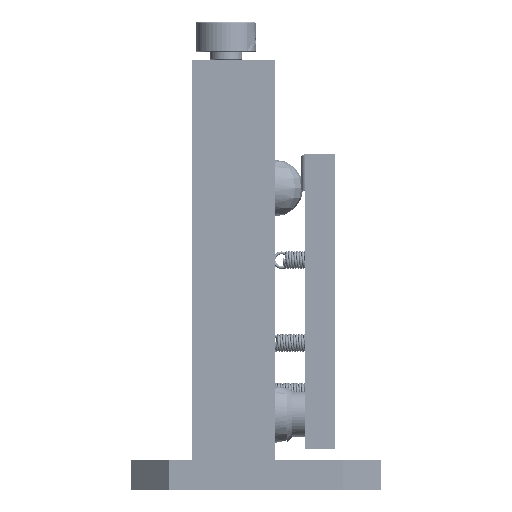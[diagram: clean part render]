
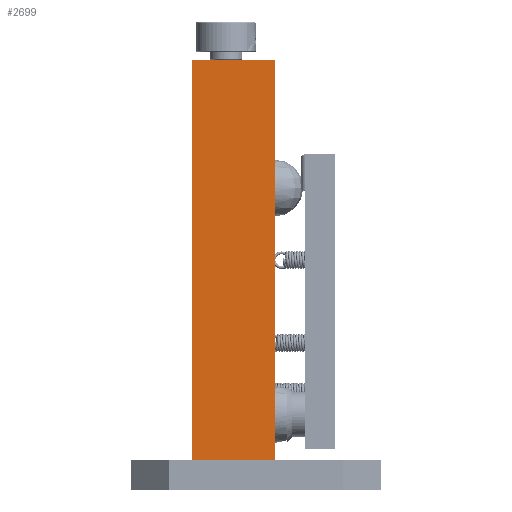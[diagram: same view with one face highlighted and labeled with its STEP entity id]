
A CAD part, left-side view. The second image highlights one B-rep face of the part: STEP entity #2699.
In plain terms, the highlighted free-form (B-spline) face has degree [1, 1] with [2, 2] control points.
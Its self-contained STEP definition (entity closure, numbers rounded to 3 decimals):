
#2699=ADVANCED_FACE('',(#4361),#61333,.T.);
#4361=FACE_OUTER_BOUND('',#6094,.T.);
#6094=EDGE_LOOP('',(#10910,#10911,#10912,#10913));
#10910=ORIENTED_EDGE('',*,*,#51564,.T.);
#10911=ORIENTED_EDGE('',*,*,#51563,.F.);
#10912=ORIENTED_EDGE('',*,*,#51497,.F.);
#10913=ORIENTED_EDGE('',*,*,#51565,.T.);
#19769=PCURVE('',#61329,#28779);
#19917=PCURVE('',#61332,#28927);
#19920=PCURVE('',#61333,#28930);
#19921=PCURVE('',#61333,#28931);
#19922=PCURVE('',#61333,#28932);
#19923=PCURVE('',#61333,#28933);
#19925=PCURVE('',#61334,#28935);
#19947=PCURVE('',#61337,#28957);
#28779=DEFINITIONAL_REPRESENTATION('',(#38627),#341417);
#28927=DEFINITIONAL_REPRESENTATION('',(#38761),#341417);
#28930=DEFINITIONAL_REPRESENTATION('',(#38763),#341417);
#28931=DEFINITIONAL_REPRESENTATION('',(#38764),#341417);
#28932=DEFINITIONAL_REPRESENTATION('',(#38765),#341417);
#28933=DEFINITIONAL_REPRESENTATION('',(#38767),#341417);
#28935=DEFINITIONAL_REPRESENTATION('',(#38770),#341417);
#28957=DEFINITIONAL_REPRESENTATION('',(#38788),#341417);
#38626=B_SPLINE_CURVE_WITH_KNOTS('',1,(#86321,#86322),.UNSPECIFIED.,.F.,
 .F.,(2,2),(0.,106.),.UNSPECIFIED.);
#38627=B_SPLINE_CURVE_WITH_KNOTS('',1,(#86323,#86324),.UNSPECIFIED.,.F.,
 .F.,(2,2),(0.,106.),.UNSPECIFIED.);
#38760=B_SPLINE_CURVE_WITH_KNOTS('',1,(#87017,#87018),.UNSPECIFIED.,.F.,
 .F.,(2,2),(-22.,0.),.UNSPECIFIED.);
#38761=B_SPLINE_CURVE_WITH_KNOTS('',1,(#87019,#87020),.UNSPECIFIED.,.F.,
 .F.,(2,2),(-22.,0.),.UNSPECIFIED.);
#38762=B_SPLINE_CURVE_WITH_KNOTS('',1,(#87031,#87032),.UNSPECIFIED.,.F.,
 .F.,(2,2),(-106.,0.),.UNSPECIFIED.);
#38763=B_SPLINE_CURVE_WITH_KNOTS('',1,(#87033,#87034),.UNSPECIFIED.,.F.,
 .F.,(2,2),(-106.,0.),.UNSPECIFIED.);
#38764=B_SPLINE_CURVE_WITH_KNOTS('',1,(#87035,#87036),.UNSPECIFIED.,.F.,
 .F.,(2,2),(-22.,0.),.UNSPECIFIED.);
#38765=B_SPLINE_CURVE_WITH_KNOTS('',1,(#87037,#87038),.UNSPECIFIED.,.F.,
 .F.,(2,2),(0.,106.),.UNSPECIFIED.);
#38766=B_SPLINE_CURVE_WITH_KNOTS('',1,(#87039,#87040),.UNSPECIFIED.,.F.,
 .F.,(2,2),(-22.,0.),.UNSPECIFIED.);
#38767=B_SPLINE_CURVE_WITH_KNOTS('',1,(#87041,#87042),.UNSPECIFIED.,.F.,
 .F.,(2,2),(-22.,0.),.UNSPECIFIED.);
#38770=B_SPLINE_CURVE_WITH_KNOTS('',1,(#87047,#87048),.UNSPECIFIED.,.F.,
 .F.,(2,2),(-22.,0.),.UNSPECIFIED.);
#38788=B_SPLINE_CURVE_WITH_KNOTS('',1,(#87138,#87139),.UNSPECIFIED.,.F.,
 .F.,(2,2),(-106.,0.),.UNSPECIFIED.);
#46642=SURFACE_CURVE('',#38626,(#19769,#19922),.PCURVE_S1.);
#46708=SURFACE_CURVE('',#38760,(#19917,#19921),.PCURVE_S1.);
#46709=SURFACE_CURVE('',#38762,(#19920,#19947),.PCURVE_S1.);
#46710=SURFACE_CURVE('',#38766,(#19923,#19925),.PCURVE_S1.);
#51497=EDGE_CURVE('',#58979,#58980,#46642,.T.);
#51563=EDGE_CURVE('',#58980,#59018,#46708,.T.);
#51564=EDGE_CURVE('',#59019,#59018,#46709,.T.);
#51565=EDGE_CURVE('',#58979,#59019,#46710,.T.);
#58979=VERTEX_POINT('',#84798);
#58980=VERTEX_POINT('',#84799);
#59018=VERTEX_POINT('',#84837);
#59019=VERTEX_POINT('',#84838);
#61329=B_SPLINE_SURFACE_WITH_KNOTS('',1,1,((#84294,#84295),(#84296,#84297)),
 .UNSPECIFIED.,.F.,.F.,.F.,(2,2),(2,2),(-46.92,46.92),
(-63.72,63.72),.UNSPECIFIED.);
#61332=B_SPLINE_SURFACE_WITH_KNOTS('',1,1,((#84580,#84581),(#84582,#84583)),
 .UNSPECIFIED.,.F.,.F.,.F.,(2,2),(2,2),(-15.72,15.72),(-13.32,
13.32),.UNSPECIFIED.);
#61333=B_SPLINE_SURFACE_WITH_KNOTS('',1,1,((#84584,#84585),(#84586,#84587)),
 .UNSPECIFIED.,.F.,.F.,.F.,(2,2),(2,2),(-63.72,63.72),
(-13.32,13.32),.UNSPECIFIED.);
#61334=B_SPLINE_SURFACE_WITH_KNOTS('',1,1,((#84588,#84589),(#84590,#84591)),
 .UNSPECIFIED.,.F.,.F.,.F.,(2,2),(2,2),(-46.92,46.92),
(-13.32,13.32),.UNSPECIFIED.);
#61337=B_SPLINE_SURFACE_WITH_KNOTS('',1,1,((#84600,#84601),(#84602,#84603)),
 .UNSPECIFIED.,.F.,.F.,.F.,(2,2),(2,2),(-46.92,46.92),
(-63.72,63.72),.UNSPECIFIED.);
#84294=CARTESIAN_POINT('',(46.92,17.,-1.046));
#84295=CARTESIAN_POINT('',(46.92,17.,126.394));
#84296=CARTESIAN_POINT('',(-46.92,17.,-1.046));
#84297=CARTESIAN_POINT('',(-46.92,17.,126.394));
#84580=CARTESIAN_POINT('',(-41.72,-7.32,115.674));
#84581=CARTESIAN_POINT('',(-41.72,19.32,115.674));
#84582=CARTESIAN_POINT('',(-10.28,-7.32,115.674));
#84583=CARTESIAN_POINT('',(-10.28,19.32,115.674));
#84584=CARTESIAN_POINT('',(-39.,-7.32,-1.046));
#84585=CARTESIAN_POINT('',(-39.,19.32,-1.046));
#84586=CARTESIAN_POINT('',(-39.,-7.32,126.394));
#84587=CARTESIAN_POINT('',(-39.,19.32,126.394));
#84588=CARTESIAN_POINT('',(46.92,-7.32,9.674));
#84589=CARTESIAN_POINT('',(46.92,19.32,9.674));
#84590=CARTESIAN_POINT('',(-46.92,-7.32,9.674));
#84591=CARTESIAN_POINT('',(-46.92,19.32,9.674));
#84600=CARTESIAN_POINT('',(-46.92,-5.,-1.046));
#84601=CARTESIAN_POINT('',(-46.92,-5.,126.394));
#84602=CARTESIAN_POINT('',(46.92,-5.,-1.046));
#84603=CARTESIAN_POINT('',(46.92,-5.,126.394));
#84798=CARTESIAN_POINT('',(-39.,17.,9.674));
#84799=CARTESIAN_POINT('',(-39.,17.,115.674));
#84837=CARTESIAN_POINT('',(-39.,-5.,115.674));
#84838=CARTESIAN_POINT('',(-39.,-5.,9.674));
#86321=CARTESIAN_POINT('',(-39.,17.,9.674));
#86322=CARTESIAN_POINT('',(-39.,17.,115.674));
#86323=CARTESIAN_POINT('',(39.,-53.));
#86324=CARTESIAN_POINT('',(39.,53.));
#87017=CARTESIAN_POINT('',(-39.,17.,115.674));
#87018=CARTESIAN_POINT('',(-39.,-5.,115.674));
#87019=CARTESIAN_POINT('',(-13.,11.));
#87020=CARTESIAN_POINT('',(-13.,-11.));
#87031=CARTESIAN_POINT('',(-39.,-5.,9.674));
#87032=CARTESIAN_POINT('',(-39.,-5.,115.674));
#87033=CARTESIAN_POINT('',(-53.,-11.));
#87034=CARTESIAN_POINT('',(53.,-11.));
#87035=CARTESIAN_POINT('',(53.,11.));
#87036=CARTESIAN_POINT('',(53.,-11.));
#87037=CARTESIAN_POINT('',(-53.,11.));
#87038=CARTESIAN_POINT('',(53.,11.));
#87039=CARTESIAN_POINT('',(-39.,17.,9.674));
#87040=CARTESIAN_POINT('',(-39.,-5.,9.674));
#87041=CARTESIAN_POINT('',(-53.,11.));
#87042=CARTESIAN_POINT('',(-53.,-11.));
#87047=CARTESIAN_POINT('',(39.,11.));
#87048=CARTESIAN_POINT('',(39.,-11.));
#87138=CARTESIAN_POINT('',(-39.,-53.));
#87139=CARTESIAN_POINT('',(-39.,53.));
#341417=(
GEOMETRIC_REPRESENTATION_CONTEXT(2)
PARAMETRIC_REPRESENTATION_CONTEXT()
REPRESENTATION_CONTEXT('pspace','')
);
